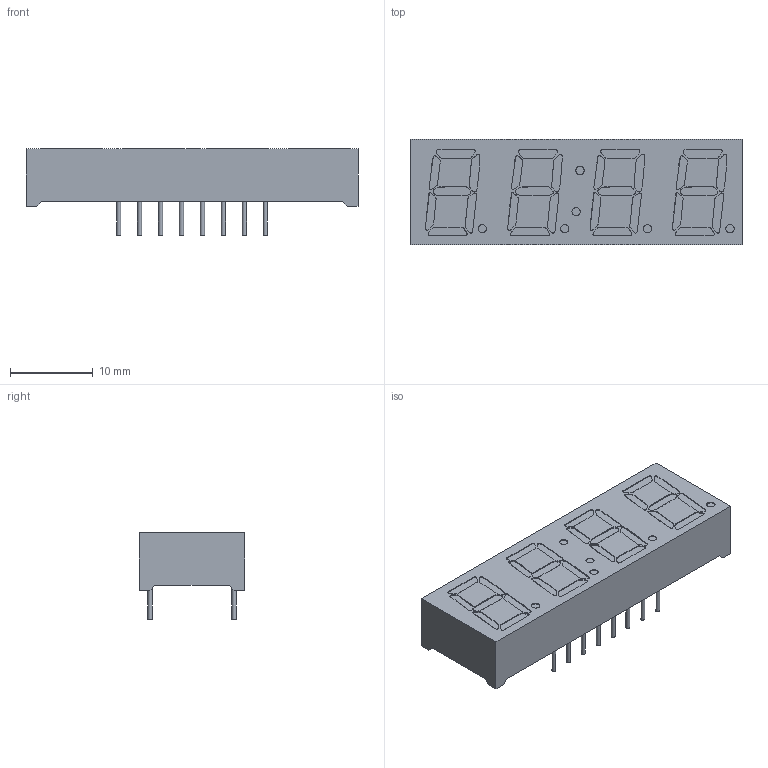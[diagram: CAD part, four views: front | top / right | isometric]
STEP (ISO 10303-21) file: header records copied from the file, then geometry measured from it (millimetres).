
FILE_DESCRIPTION( ( '' ), ' ' );
FILE_NAME( '5af30ae4eefd881063028ec2.step', '2018-05-09T14:51:49', ( '' ), ( '' ), ' ', ' ', ' ' );
FILE_SCHEMA( ( 'AUTOMOTIVE_DESIGN { 1 0 10303 214 1 1 1 1 }' ) );
Length unit declared in the file: metre
Products named in the file (17): 1; 2; 3; 4; 5; 6; 7; 8; 9; 10; 11; 12; 13; 14; 15; 16; 17
Bounding box: 40.2 x 12.8 x 10.5 mm (x, y, z)
Volume: 3300.8 mm3; surface area: 1860.2 mm2
Topology: 17 solids, 17 shells, 162 faces, 282 edges, 188 vertices
Faces by surface type: plane 88, extrusion 52, cylinder 22
Full cylindrical faces by diameter (mm): 0.5 x16, 1 x6
Entity records: 9988 total; most frequent: CARTESIAN_POINT 5679, ORIENTED_EDGE 496, DIRECTION 494, EDGE_CURVE 248, EDGE_LOOP 230, FACE_OUTER_BOUND 196, VERTEX_POINT 188, AXIS2_PLACEMENT_3D 171
